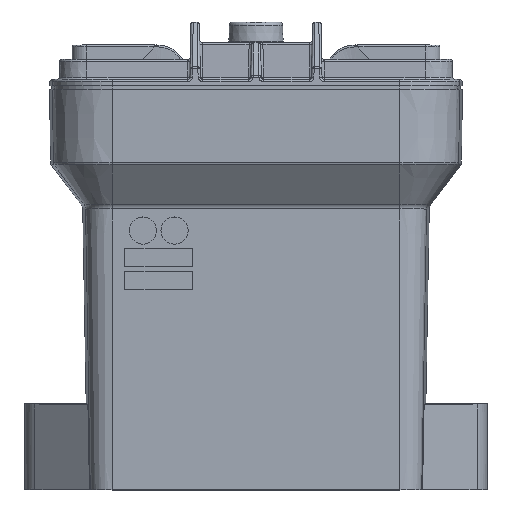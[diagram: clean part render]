
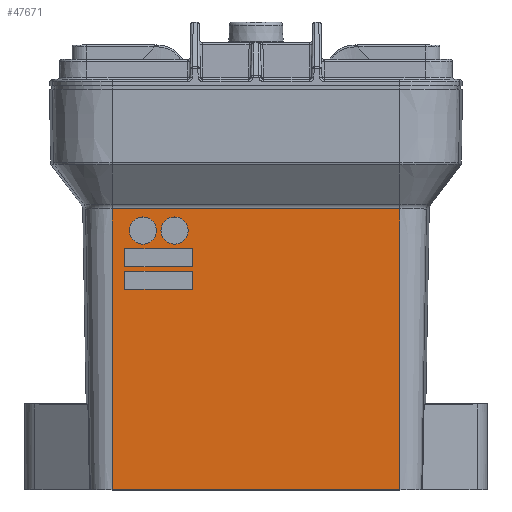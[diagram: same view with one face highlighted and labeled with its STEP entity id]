
A CAD part, top view. The second image highlights one B-rep face of the part: STEP entity #47671.
In plain terms, the highlighted planar face has unit normal (0, -0.018, 1).
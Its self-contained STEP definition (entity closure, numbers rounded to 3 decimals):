
#1110 = EDGE_LOOP ( 'NONE', ( #116137, #20120, #107462, #67901 ) ) ;
#1869 = EDGE_LOOP ( 'NONE', ( #113034 ) ) ;
#2181 = FACE_BOUND ( 'NONE', #82787, .T. ) ;
#4263 = LINE ( 'NONE', #96913, #53408 ) ;
#5005 = CARTESIAN_POINT ( 'NONE',  ( -29., 47.605, 23.069 ) ) ;
#6591 = EDGE_CURVE ( 'NONE', #121663, #17435, #87496, .T. ) ;
#8401 = VERTEX_POINT ( 'NONE', #87851 ) ;
#9411 = CARTESIAN_POINT ( 'NONE',  ( -31.766, -0.635, 22.227 ) ) ;
#11426 = CARTESIAN_POINT ( 'NONE',  ( -31.766, 61.377, 23.309 ) ) ;
#11961 = DIRECTION ( 'NONE',  ( 0., -1., -0.017 ) ) ;
#12618 = EDGE_CURVE ( 'NONE', #116616, #116616, #93316, .T. ) ;
#12952 = DIRECTION ( 'NONE',  ( 0., -1., -0.017 ) ) ;
#13938 = DIRECTION ( 'NONE',  ( 0., -1., -0.017 ) ) ;
#14531 = DIRECTION ( 'NONE',  ( -1., 0., 0. ) ) ;
#15577 = VERTEX_POINT ( 'NONE', #95473 ) ;
#16856 = VECTOR ( 'NONE', #72591, 1000. ) ;
#17115 = DIRECTION ( 'NONE',  ( 0., -1., -0.017 ) ) ;
#17228 = CARTESIAN_POINT ( 'NONE',  ( -29., 47.605, 23.069 ) ) ;
#17314 = LINE ( 'NONE', #99802, #88436 ) ;
#17435 = VERTEX_POINT ( 'NONE', #44344 ) ;
#19658 = ORIENTED_EDGE ( 'NONE', *, *, #69965, .F. ) ;
#20120 = ORIENTED_EDGE ( 'NONE', *, *, #90702, .T. ) ;
#23084 = FACE_BOUND ( 'NONE', #28112, .T. ) ;
#23956 = DIRECTION ( 'NONE',  ( 0., -1., -0.017 ) ) ;
#23985 = CARTESIAN_POINT ( 'NONE',  ( -29., 43.605, 22.999 ) ) ;
#24606 = DIRECTION ( 'NONE',  ( 0., 1., 0.017 ) ) ;
#24737 = LINE ( 'NONE', #44336, #96261 ) ;
#25255 = DIRECTION ( 'NONE',  ( 0., -0.017, 1. ) ) ;
#25534 = VECTOR ( 'NONE', #24606, 1000. ) ;
#28068 = EDGE_CURVE ( 'NONE', #108465, #108465, #69976, .T. ) ;
#28112 = EDGE_LOOP ( 'NONE', ( #51300, #104808, #76731, #75495 ) ) ;
#31798 = EDGE_CURVE ( 'NONE', #15577, #97551, #43550, .T. ) ;
#33027 = CARTESIAN_POINT ( 'NONE',  ( -29., 47.605, 23.069 ) ) ;
#33857 = FACE_OUTER_BOUND ( 'NONE', #1110, .T. ) ;
#34946 = VERTEX_POINT ( 'NONE', #9411 ) ;
#35198 = VECTOR ( 'NONE', #125470, 1000. ) ;
#38837 = VERTEX_POINT ( 'NONE', #61479 ) ;
#41575 = ORIENTED_EDGE ( 'NONE', *, *, #28068, .F. ) ;
#42820 = EDGE_CURVE ( 'NONE', #17435, #62439, #4263, .T. ) ;
#43548 = AXIS2_PLACEMENT_3D ( 'NONE', #129793, #86005, #46650 ) ;
#43550 = LINE ( 'NONE', #77299, #127034 ) ;
#43664 = AXIS2_PLACEMENT_3D ( 'NONE', #44009, #63629, #12952 ) ;
#44009 = CARTESIAN_POINT ( 'NONE',  ( -31.766, 0., 22.238 ) ) ;
#44336 = CARTESIAN_POINT ( 'NONE',  ( -29., 52.604, 23.156 ) ) ;
#44344 = CARTESIAN_POINT ( 'NONE',  ( -14., 52.604, 23.156 ) ) ;
#45556 = LINE ( 'NONE', #23985, #79082 ) ;
#46085 = DIRECTION ( 'NONE',  ( -1., 0., 0. ) ) ;
#46522 = CARTESIAN_POINT ( 'NONE',  ( -14., 48.604, 23.086 ) ) ;
#46650 = DIRECTION ( 'NONE',  ( 0., -1., -0.017 ) ) ;
#47671 = ADVANCED_FACE ( 'NONE', ( #73809, #125113, #2181, #23084, #33857 ), #104895, .T. ) ;
#51300 = ORIENTED_EDGE ( 'NONE', *, *, #106343, .F. ) ;
#52304 = VERTEX_POINT ( 'NONE', #33027 ) ;
#52786 = DIRECTION ( 'NONE',  ( 1., 0., 0. ) ) ;
#53408 = VECTOR ( 'NONE', #46085, 1000. ) ;
#53914 = EDGE_CURVE ( 'NONE', #97551, #34946, #64536, .T. ) ;
#54437 = EDGE_LOOP ( 'NONE', ( #105187, #117477, #129524, #19658 ) ) ;
#57911 = VECTOR ( 'NONE', #13938, 1000. ) ;
#61479 = CARTESIAN_POINT ( 'NONE',  ( -29., 48.604, 23.086 ) ) ;
#62439 = VERTEX_POINT ( 'NONE', #73022 ) ;
#63629 = DIRECTION ( 'NONE',  ( 0., -0.017, 1. ) ) ;
#64536 = LINE ( 'NONE', #86889, #66965 ) ;
#65295 = LINE ( 'NONE', #128741, #57911 ) ;
#66965 = VECTOR ( 'NONE', #14531, 1000. ) ;
#67901 = ORIENTED_EDGE ( 'NONE', *, *, #53914, .F. ) ;
#69965 = EDGE_CURVE ( 'NONE', #133086, #126089, #17314, .T. ) ;
#69976 = CIRCLE ( 'NONE', #121838, 3. ) ;
#72591 = DIRECTION ( 'NONE',  ( -1., 0., 0. ) ) ;
#73022 = CARTESIAN_POINT ( 'NONE',  ( -29., 52.604, 23.156 ) ) ;
#73809 = FACE_BOUND ( 'NONE', #54437, .T. ) ;
#75495 = ORIENTED_EDGE ( 'NONE', *, *, #6591, .F. ) ;
#76416 = CARTESIAN_POINT ( 'NONE',  ( -14., 47.605, 23.069 ) ) ;
#76674 = DIRECTION ( 'NONE',  ( 1., 0., 0. ) ) ;
#76731 = ORIENTED_EDGE ( 'NONE', *, *, #42820, .F. ) ;
#77179 = EDGE_CURVE ( 'NONE', #62439, #38837, #24737, .T. ) ;
#77299 = CARTESIAN_POINT ( 'NONE',  ( 31.766, 0., 22.238 ) ) ;
#79082 = VECTOR ( 'NONE', #76674, 1000. ) ;
#82601 = EDGE_CURVE ( 'NONE', #52304, #106373, #101292, .T. ) ;
#82787 = EDGE_LOOP ( 'NONE', ( #41575 ) ) ;
#86005 = DIRECTION ( 'NONE',  ( 0., -0.017, 1. ) ) ;
#86889 = CARTESIAN_POINT ( 'NONE',  ( 31.766, -0.635, 22.227 ) ) ;
#86895 = CARTESIAN_POINT ( 'NONE',  ( -25., 53.604, 23.173 ) ) ;
#87496 = LINE ( 'NONE', #97662, #25534 ) ;
#87851 = CARTESIAN_POINT ( 'NONE',  ( -31.766, 61.377, 23.309 ) ) ;
#88436 = VECTOR ( 'NONE', #110567, 1000. ) ;
#89710 = VECTOR ( 'NONE', #114829, 1000. ) ;
#90702 = EDGE_CURVE ( 'NONE', #15577, #8401, #124251, .T. ) ;
#92736 = CARTESIAN_POINT ( 'NONE',  ( -14., 43.605, 22.999 ) ) ;
#93316 = CIRCLE ( 'NONE', #43548, 3. ) ;
#94684 = EDGE_CURVE ( 'NONE', #106373, #133086, #45556, .T. ) ;
#95473 = CARTESIAN_POINT ( 'NONE',  ( 31.766, 61.377, 23.309 ) ) ;
#96261 = VECTOR ( 'NONE', #11961, 1000. ) ;
#96913 = CARTESIAN_POINT ( 'NONE',  ( -29., 52.604, 23.156 ) ) ;
#97465 = CARTESIAN_POINT ( 'NONE',  ( -29., 43.605, 22.999 ) ) ;
#97551 = VERTEX_POINT ( 'NONE', #121739 ) ;
#97662 = CARTESIAN_POINT ( 'NONE',  ( -14., 52.604, 23.156 ) ) ;
#99802 = CARTESIAN_POINT ( 'NONE',  ( -14., 47.605, 23.069 ) ) ;
#101292 = LINE ( 'NONE', #5005, #35198 ) ;
#104808 = ORIENTED_EDGE ( 'NONE', *, *, #77179, .F. ) ;
#104895 = PLANE ( 'NONE',  #43664 ) ;
#105187 = ORIENTED_EDGE ( 'NONE', *, *, #94684, .F. ) ;
#106343 = EDGE_CURVE ( 'NONE', #38837, #121663, #124464, .T. ) ;
#106373 = VERTEX_POINT ( 'NONE', #97465 ) ;
#106482 = CARTESIAN_POINT ( 'NONE',  ( -18., 53.604, 23.173 ) ) ;
#107462 = ORIENTED_EDGE ( 'NONE', *, *, #127490, .T. ) ;
#108465 = VERTEX_POINT ( 'NONE', #106482 ) ;
#109805 = LINE ( 'NONE', #17228, #16856 ) ;
#110567 = DIRECTION ( 'NONE',  ( 0., 1., 0.017 ) ) ;
#113034 = ORIENTED_EDGE ( 'NONE', *, *, #12618, .F. ) ;
#114401 = VECTOR ( 'NONE', #52786, 1000. ) ;
#114829 = DIRECTION ( 'NONE',  ( -1., 0., 0. ) ) ;
#116137 = ORIENTED_EDGE ( 'NONE', *, *, #31798, .F. ) ;
#116616 = VERTEX_POINT ( 'NONE', #86895 ) ;
#117477 = ORIENTED_EDGE ( 'NONE', *, *, #82601, .F. ) ;
#117859 = CARTESIAN_POINT ( 'NONE',  ( -18., 56.603, 23.226 ) ) ;
#121663 = VERTEX_POINT ( 'NONE', #46522 ) ;
#121739 = CARTESIAN_POINT ( 'NONE',  ( 31.766, -0.635, 22.227 ) ) ;
#121838 = AXIS2_PLACEMENT_3D ( 'NONE', #117859, #25255, #23956 ) ;
#124251 = LINE ( 'NONE', #11426, #89710 ) ;
#124464 = LINE ( 'NONE', #132579, #114401 ) ;
#125113 = FACE_BOUND ( 'NONE', #1869, .T. ) ;
#125470 = DIRECTION ( 'NONE',  ( 0., -1., -0.017 ) ) ;
#126089 = VERTEX_POINT ( 'NONE', #76416 ) ;
#127034 = VECTOR ( 'NONE', #17115, 1000. ) ;
#127490 = EDGE_CURVE ( 'NONE', #8401, #34946, #65295, .T. ) ;
#128121 = EDGE_CURVE ( 'NONE', #126089, #52304, #109805, .T. ) ;
#128741 = CARTESIAN_POINT ( 'NONE',  ( -31.766, 0., 22.238 ) ) ;
#129524 = ORIENTED_EDGE ( 'NONE', *, *, #128121, .F. ) ;
#129793 = CARTESIAN_POINT ( 'NONE',  ( -25., 56.603, 23.226 ) ) ;
#132579 = CARTESIAN_POINT ( 'NONE',  ( -29., 48.604, 23.086 ) ) ;
#133086 = VERTEX_POINT ( 'NONE', #92736 ) ;
